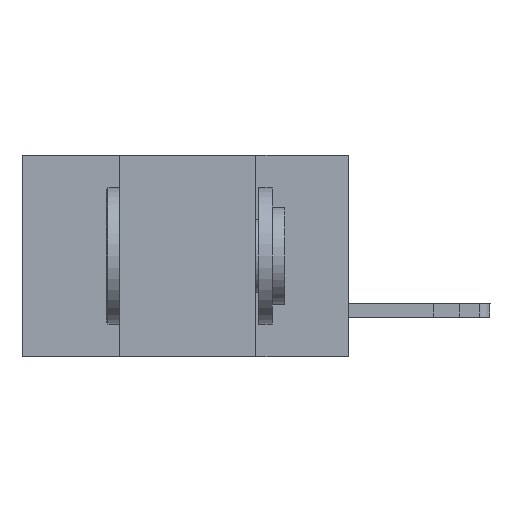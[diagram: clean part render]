
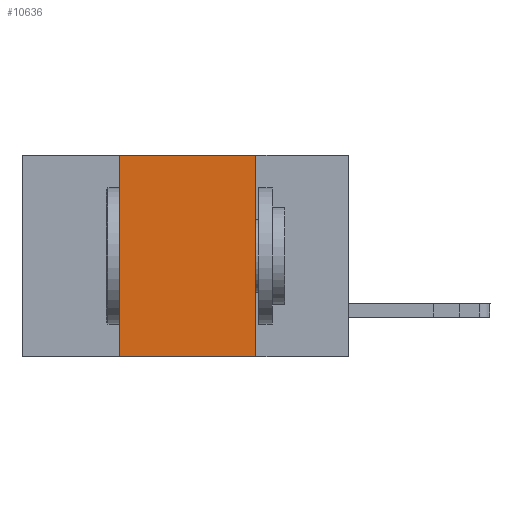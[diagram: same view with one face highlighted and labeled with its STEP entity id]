
A CAD part, left-side view. The second image highlights one B-rep face of the part: STEP entity #10636.
In plain terms, the highlighted planar face has unit normal (-1, 0, 0).
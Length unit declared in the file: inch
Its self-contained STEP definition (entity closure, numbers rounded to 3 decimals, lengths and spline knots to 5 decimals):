
#563 = EDGE_CURVE ( 'NONE', #4809, #5012, #12166, .T. ) ;
#572 = VECTOR ( 'NONE', #6882, 39.37008 ) ;
#1025 = VECTOR ( 'NONE', #13939, 39.37008 ) ;
#2473 = CARTESIAN_POINT ( 'NONE',  ( 0., 0.42, 0. ) ) ;
#3032 = DIRECTION ( 'NONE',  ( 0., -1., 0. ) ) ;
#3369 = CARTESIAN_POINT ( 'NONE',  ( 0., 0.6, -0.37 ) ) ;
#3844 = EDGE_CURVE ( 'NONE', #9249, #4809, #10912, .T. ) ;
#4063 = CARTESIAN_POINT ( 'NONE',  ( 0., 0.6, 0. ) ) ;
#4536 = CARTESIAN_POINT ( 'NONE',  ( 0., 0.17, -0.37 ) ) ;
#4809 = VERTEX_POINT ( 'NONE', #2473 ) ;
#5012 = VERTEX_POINT ( 'NONE', #9528 ) ;
#5296 = DIRECTION ( 'NONE',  ( 1., 0., 0. ) ) ;
#5336 = VERTEX_POINT ( 'NONE', #11883 ) ;
#6232 = CARTESIAN_POINT ( 'NONE',  ( 0., 0.6, 0. ) ) ;
#6247 = CARTESIAN_POINT ( 'NONE',  ( 0., 0.42, -0.37 ) ) ;
#6587 = CARTESIAN_POINT ( 'NONE',  ( 0., 0.42, -0.37 ) ) ;
#6882 = DIRECTION ( 'NONE',  ( 0., 0., 1. ) ) ;
#7410 = EDGE_CURVE ( 'NONE', #5012, #5336, #7830, .T. ) ;
#7689 = ORIENTED_EDGE ( 'NONE', *, *, #3844, .F. ) ;
#7830 = LINE ( 'NONE', #4536, #1025 ) ;
#8855 = LINE ( 'NONE', #3369, #11634 ) ;
#9046 = VECTOR ( 'NONE', #3032, 39.37008 ) ;
#9249 = VERTEX_POINT ( 'NONE', #6247 ) ;
#9528 = CARTESIAN_POINT ( 'NONE',  ( 0., 0.17, 0. ) ) ;
#10636 = ADVANCED_FACE ( 'NONE', ( #13717 ), #12346, .F. ) ;
#10912 = LINE ( 'NONE', #6587, #572 ) ;
#10998 = AXIS2_PLACEMENT_3D ( 'NONE', #4063, #5296, #13489 ) ;
#11577 = ORIENTED_EDGE ( 'NONE', *, *, #7410, .F. ) ;
#11634 = VECTOR ( 'NONE', #12820, 39.37008 ) ;
#11883 = CARTESIAN_POINT ( 'NONE',  ( 0., 0.17, -0.37 ) ) ;
#12166 = LINE ( 'NONE', #6232, #9046 ) ;
#12346 = PLANE ( 'NONE',  #10998 ) ;
#12820 = DIRECTION ( 'NONE',  ( 0., -1., 0. ) ) ;
#13187 = ORIENTED_EDGE ( 'NONE', *, *, #14890, .T. ) ;
#13489 = DIRECTION ( 'NONE',  ( 0., 0., -1. ) ) ;
#13717 = FACE_OUTER_BOUND ( 'NONE', #15210, .T. ) ;
#13902 = ORIENTED_EDGE ( 'NONE', *, *, #563, .F. ) ;
#13939 = DIRECTION ( 'NONE',  ( 0., 0., -1. ) ) ;
#14890 = EDGE_CURVE ( 'NONE', #9249, #5336, #8855, .T. ) ;
#15210 = EDGE_LOOP ( 'NONE', ( #11577, #13902, #7689, #13187 ) ) ;
